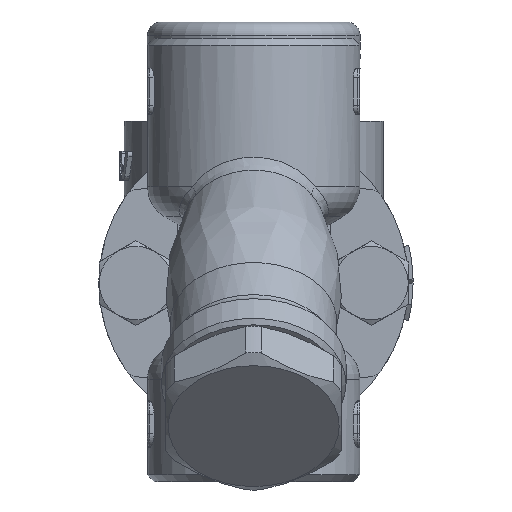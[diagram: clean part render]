
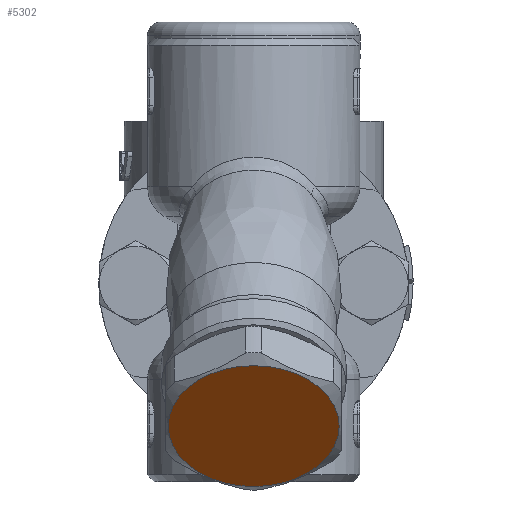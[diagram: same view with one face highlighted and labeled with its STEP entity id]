
A CAD part, left-side view. The second image highlights one B-rep face of the part: STEP entity #5302.
In plain terms, the highlighted planar face has unit normal (-0.707, 0, -0.707).
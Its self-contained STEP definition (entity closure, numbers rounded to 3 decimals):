
#378=PLANE('',#5687);
#518=FACE_OUTER_BOUND('',#857,.T.);
#857=EDGE_LOOP('',(#3599,#3600));
#1814=CIRCLE('',#5668,18.5);
#1815=CIRCLE('',#5669,18.5);
#2154=VERTEX_POINT('',#7954);
#2155=VERTEX_POINT('',#7956);
#2688=EDGE_CURVE('',#2155,#2154,#1814,.T.);
#2689=EDGE_CURVE('',#2154,#2155,#1815,.T.);
#3599=ORIENTED_EDGE('',*,*,#2688,.T.);
#3600=ORIENTED_EDGE('',*,*,#2689,.T.);
#5302=ADVANCED_FACE('',(#518),#378,.F.);
#5668=AXIS2_PLACEMENT_3D('',#7957,#6342,#6343);
#5669=AXIS2_PLACEMENT_3D('',#7958,#6344,#6345);
#5687=AXIS2_PLACEMENT_3D('',#7999,#6392,#6393);
#6342=DIRECTION('center_axis',(-0.707,0.,
-0.707));
#6343=DIRECTION('ref_axis',(0.707,0.,-0.707));
#6344=DIRECTION('center_axis',(-0.707,0.,
-0.707));
#6345=DIRECTION('ref_axis',(0.707,0.,-0.707));
#6392=DIRECTION('center_axis',(0.707,0.,0.707));
#6393=DIRECTION('ref_axis',(0.707,0.,-0.707));
#7954=CARTESIAN_POINT('',(-73.044,0.,-17.881));
#7956=CARTESIAN_POINT('',(-46.881,0.,-44.044));
#7957=CARTESIAN_POINT('Origin',(-59.963,0.,-30.963));
#7958=CARTESIAN_POINT('Origin',(-59.963,0.,-30.963));
#7999=CARTESIAN_POINT('Origin',(-59.963,0.,
-30.963));
